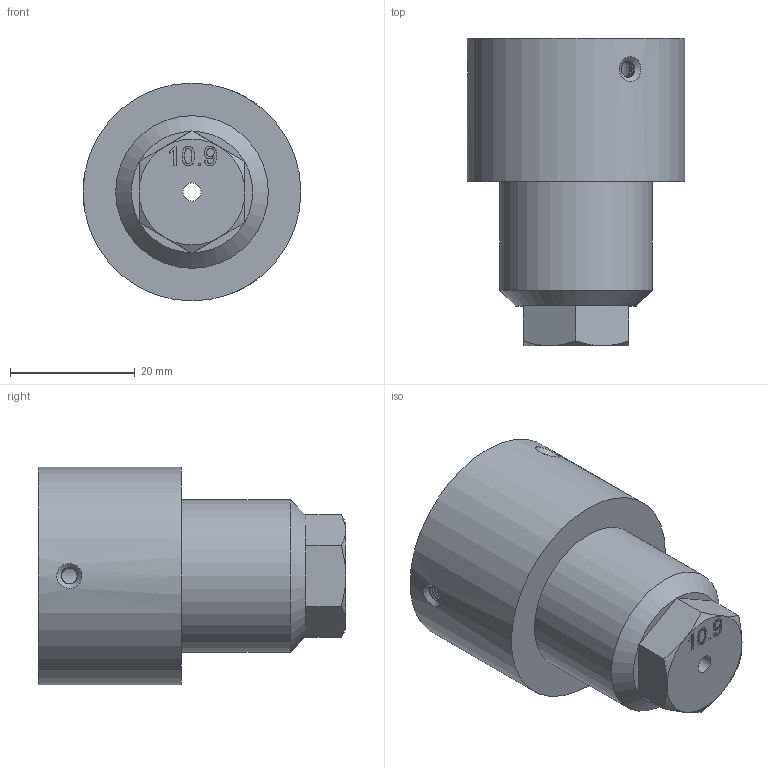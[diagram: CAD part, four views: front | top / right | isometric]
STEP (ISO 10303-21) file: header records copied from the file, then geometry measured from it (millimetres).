
FILE_DESCRIPTION(/* description */ (''),/* implementation_level */ '2;1');
FILE_NAME(/* name */ 'Buse v8.step',/* time_stamp */ '2019-10-22T20:52:00+02:00',/* author */ (''),/* organization */ (''),/* preprocessor_version */ 'ST-DEVELOPER v18',/* originating_system */ 'Autodesk Translation Framework v8.6.0.1094',/* authorisation */ '');
FILE_SCHEMA (('AUTOMOTIVE_DESIGN { 1 0 10303 214 3 1 1 }'));
Length unit declared in the file: millimetre
Products named in the file (2): Buse; 91310A623
Assembly tree (1 placements, depth 2):
  Buse
    91310A623
Bounding box: 35 x 49.4 x 35 mm (x, y, z)
Volume: 27984.7 mm3; surface area: 11586.5 mm2
Topology: 2 solids, 2 shells, 205 faces, 569 edges, 378 vertices
Faces by surface type: cylinder 114, bspline 44, plane 38, cone 9
Full cylindrical faces by diameter (mm): 2.529 x6, 2.9 x1, 3.086 x6, 6.1 x3, 8.526 x12, 10 x12, 10.198 x15, 12.137 x14, 13.85 x15, 24.5 x1, 35 x1
Entity records: 23689 total; most frequent: CARTESIAN_POINT 19182, ORIENTED_EDGE 1138, DIRECTION 579, EDGE_CURVE 569, VERTEX_POINT 378, B_SPLINE_CURVE_WITH_KNOTS 344, EDGE_LOOP 225, FACE_OUTER_BOUND 205
